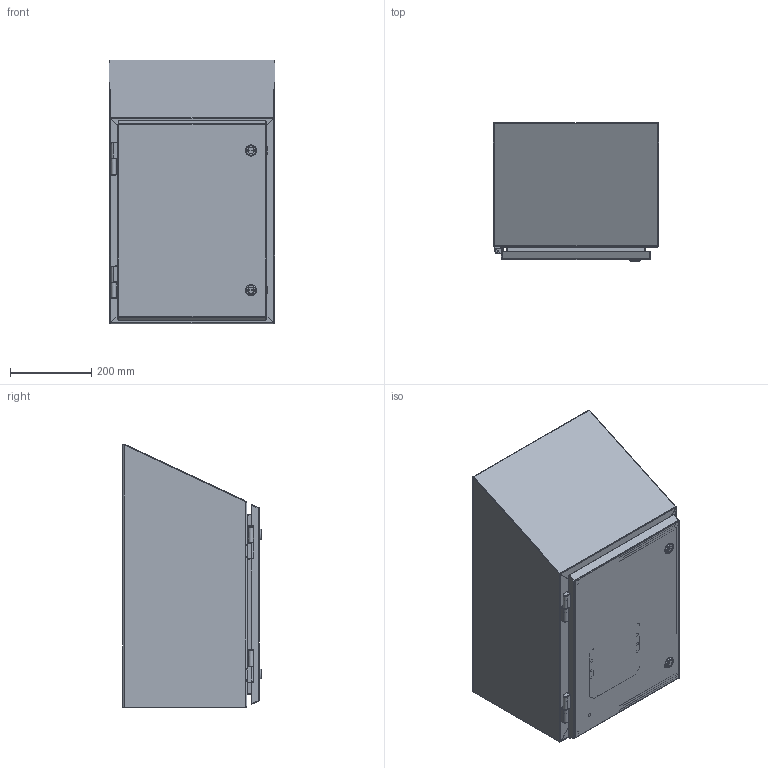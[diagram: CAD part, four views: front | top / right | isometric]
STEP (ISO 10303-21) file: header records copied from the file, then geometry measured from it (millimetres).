
FILE_DESCRIPTION (( 'STEP AP214' ), '1' );
FILE_NAME ('HWST201612S16.STEP', '2020-11-21T18:58:48', ( '' ), ( '' ), 'SwSTEP 2.0', 'SolidWorks 2019', '' );
FILE_SCHEMA (( 'AUTOMOTIVE_DESIGN' ));
Length unit declared in the file: inch
Products named in the file (1): HWST201612S16
Bounding box: 406.4 x 339.6 x 648.85 mm (x, y, z)
Volume: 2400343.8 mm3; surface area: 2563342.9 mm2
Topology: 44 solids, 45 shells, 1121 faces, 2640 edges, 1634 vertices
Faces by surface type: plane 677, cylinder 286, bspline 116, cone 42
Full cylindrical faces by diameter (mm): 3.307 x2, 4.166 x2, 4.917 x8, 5 x2, 5.74 x8, 6 x6, 6.096 x8, 6.1 x4, 6.35 x4, 6.985 x4, 7.937 x2, 8.433 x4, 9.347 x2, 9.525 x4, 9.83 x4, 12.7 x8, 13.335 x2, 15.875 x6, 16.002 x2, 16.51 x4, 19.5 x2, 19.939 x2, 27.94 x2, 88.9 x1
Entity records: 36553 total; most frequent: CARTESIAN_POINT 11772, ORIENTED_EDGE 4922, DIRECTION 4669, EDGE_CURVE 2461, VERTEX_POINT 1596, AXIS2_PLACEMENT_3D 1562, VECTOR 1545, LINE 1545
